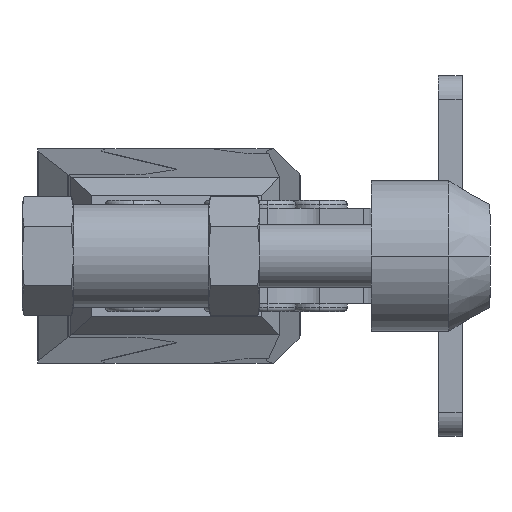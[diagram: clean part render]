
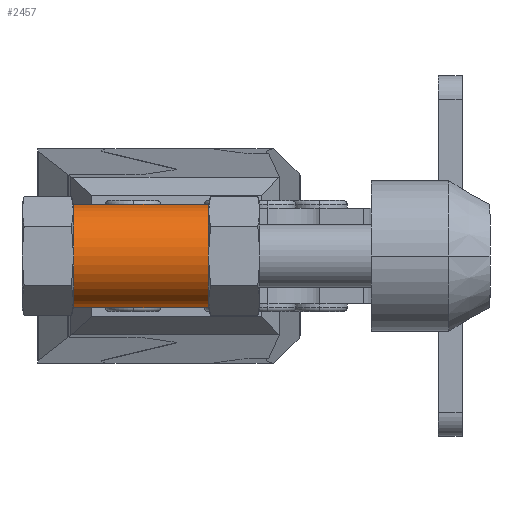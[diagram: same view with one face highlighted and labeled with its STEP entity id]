
A CAD part, left-side view. The second image highlights one B-rep face of the part: STEP entity #2457.
In plain terms, the highlighted cylindrical face has radius 6.5 mm (diameter 13 mm), a partial arc.
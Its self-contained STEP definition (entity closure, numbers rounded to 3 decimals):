
#386 = VERTEX_POINT ( 'NONE', #9809 ) ;
#435 = DIRECTION ( 'NONE',  ( 0., 1., 0. ) ) ;
#575 = DIRECTION ( 'NONE',  ( 0., 0., -1. ) ) ;
#629 = VERTEX_POINT ( 'NONE', #813 ) ;
#658 = DIRECTION ( 'NONE',  ( 0., -1., 0. ) ) ;
#683 = ORIENTED_EDGE ( 'NONE', *, *, #6097, .F. ) ;
#773 = VERTEX_POINT ( 'NONE', #2329 ) ;
#775 = CIRCLE ( 'NONE', #1779, 6.5 ) ;
#809 = CIRCLE ( 'NONE', #2137, 6.5 ) ;
#813 = CARTESIAN_POINT ( 'NONE',  ( 0., 8.5, -6.5 ) ) ;
#893 = DIRECTION ( 'NONE',  ( 0., -1., 0. ) ) ;
#922 = CARTESIAN_POINT ( 'NONE',  ( 0., 8.5, 0. ) ) ;
#1143 = AXIS2_PLACEMENT_3D ( 'NONE', #6549, #4230, #5114 ) ;
#1221 = VERTEX_POINT ( 'NONE', #9073 ) ;
#1286 = DIRECTION ( 'NONE',  ( 0., 0., -1. ) ) ;
#1329 = EDGE_CURVE ( 'NONE', #4478, #2683, #5877, .T. ) ;
#1394 = DIRECTION ( 'NONE',  ( 0., -1., 0. ) ) ;
#1512 = EDGE_CURVE ( 'NONE', #386, #4459, #4294, .T. ) ;
#1779 = AXIS2_PLACEMENT_3D ( 'NONE', #922, #3452, #5715 ) ;
#2019 = VECTOR ( 'NONE', #435, 1000. ) ;
#2037 = LINE ( 'NONE', #2089, #2019 ) ;
#2089 = CARTESIAN_POINT ( 'NONE',  ( 0., -15., -6.5 ) ) ;
#2137 = AXIS2_PLACEMENT_3D ( 'NONE', #9619, #893, #6506 ) ;
#2286 = CARTESIAN_POINT ( 'NONE',  ( 0., 8.5, 0. ) ) ;
#2329 = CARTESIAN_POINT ( 'NONE',  ( -3.25, -8.5, 5.629 ) ) ;
#2457 = ADVANCED_FACE ( 'NONE', ( #6843 ), #4546, .T. ) ;
#2683 = VERTEX_POINT ( 'NONE', #5820 ) ;
#2743 = AXIS2_PLACEMENT_3D ( 'NONE', #3603, #9114, #6869 ) ;
#2772 = CARTESIAN_POINT ( 'NONE',  ( 0., 8.5, 6.5 ) ) ;
#3057 = ORIENTED_EDGE ( 'NONE', *, *, #6308, .T. ) ;
#3064 = VECTOR ( 'NONE', #7183, 1000. ) ;
#3391 = CARTESIAN_POINT ( 'NONE',  ( -3.25, 8.5, 5.629 ) ) ;
#3452 = DIRECTION ( 'NONE',  ( 0., -1., 0. ) ) ;
#3539 = CARTESIAN_POINT ( 'NONE',  ( 0., -15., 6.5 ) ) ;
#3603 = CARTESIAN_POINT ( 'NONE',  ( 0., -8.5, 0. ) ) ;
#3808 = CARTESIAN_POINT ( 'NONE',  ( 0., 8.5, 0. ) ) ;
#4216 = AXIS2_PLACEMENT_3D ( 'NONE', #8417, #1394, #4734 ) ;
#4230 = DIRECTION ( 'NONE',  ( 0., -1., 0. ) ) ;
#4294 = LINE ( 'NONE', #3539, #3064 ) ;
#4383 = CIRCLE ( 'NONE', #2743, 6.5 ) ;
#4456 = CIRCLE ( 'NONE', #6749, 6.5 ) ;
#4459 = VERTEX_POINT ( 'NONE', #2772 ) ;
#4478 = VERTEX_POINT ( 'NONE', #8094 ) ;
#4546 = CYLINDRICAL_SURFACE ( 'NONE', #5868, 6.5 ) ;
#4613 = AXIS2_PLACEMENT_3D ( 'NONE', #2286, #5380, #6190 ) ;
#4734 = DIRECTION ( 'NONE',  ( 0., 0., -1. ) ) ;
#4768 = EDGE_CURVE ( 'NONE', #7813, #4478, #4456, .T. ) ;
#4795 = CIRCLE ( 'NONE', #8057, 6.5 ) ;
#5075 = EDGE_LOOP ( 'NONE', ( #7920, #6796, #6141, #9974, #6119, #3057, #8356, #683, #9952, #7886 ) ) ;
#5099 = DIRECTION ( 'NONE',  ( 0., 0., -1. ) ) ;
#5114 = DIRECTION ( 'NONE',  ( 0., 0., -1. ) ) ;
#5380 = DIRECTION ( 'NONE',  ( 0., -1., 0. ) ) ;
#5715 = DIRECTION ( 'NONE',  ( 0., 0., -1. ) ) ;
#5820 = CARTESIAN_POINT ( 'NONE',  ( -3.25, 8.5, -5.629 ) ) ;
#5868 = AXIS2_PLACEMENT_3D ( 'NONE', #10011, #7607, #575 ) ;
#5877 = CIRCLE ( 'NONE', #4216, 6.5 ) ;
#6097 = EDGE_CURVE ( 'NONE', #1221, #9216, #809, .T. ) ;
#6119 = ORIENTED_EDGE ( 'NONE', *, *, #1329, .T. ) ;
#6141 = ORIENTED_EDGE ( 'NONE', *, *, #8915, .T. ) ;
#6190 = DIRECTION ( 'NONE',  ( 0., 0., -1. ) ) ;
#6308 = EDGE_CURVE ( 'NONE', #2683, #629, #775, .T. ) ;
#6506 = DIRECTION ( 'NONE',  ( 0., 0., -1. ) ) ;
#6549 = CARTESIAN_POINT ( 'NONE',  ( 0., -8.5, 0. ) ) ;
#6749 = AXIS2_PLACEMENT_3D ( 'NONE', #3808, #658, #1286 ) ;
#6796 = ORIENTED_EDGE ( 'NONE', *, *, #1512, .T. ) ;
#6843 = FACE_OUTER_BOUND ( 'NONE', #5075, .T. ) ;
#6869 = DIRECTION ( 'NONE',  ( 0., 0., -1. ) ) ;
#6914 = CARTESIAN_POINT ( 'NONE',  ( -6.5, -8.5, 0. ) ) ;
#7183 = DIRECTION ( 'NONE',  ( 0., 1., 0. ) ) ;
#7219 = CIRCLE ( 'NONE', #4613, 6.5 ) ;
#7607 = DIRECTION ( 'NONE',  ( 0., 1., 0. ) ) ;
#7668 = EDGE_CURVE ( 'NONE', #8266, #1221, #4795, .T. ) ;
#7686 = CARTESIAN_POINT ( 'NONE',  ( 0., -8.5, -6.5 ) ) ;
#7813 = VERTEX_POINT ( 'NONE', #3391 ) ;
#7886 = ORIENTED_EDGE ( 'NONE', *, *, #9132, .F. ) ;
#7920 = ORIENTED_EDGE ( 'NONE', *, *, #8831, .F. ) ;
#8057 = AXIS2_PLACEMENT_3D ( 'NONE', #9178, #9017, #5099 ) ;
#8094 = CARTESIAN_POINT ( 'NONE',  ( -6.5, 8.5, 0. ) ) ;
#8266 = VERTEX_POINT ( 'NONE', #6914 ) ;
#8356 = ORIENTED_EDGE ( 'NONE', *, *, #8463, .F. ) ;
#8417 = CARTESIAN_POINT ( 'NONE',  ( 0., 8.5, 0. ) ) ;
#8463 = EDGE_CURVE ( 'NONE', #9216, #629, #2037, .T. ) ;
#8831 = EDGE_CURVE ( 'NONE', #386, #773, #9665, .T. ) ;
#8915 = EDGE_CURVE ( 'NONE', #4459, #7813, #7219, .T. ) ;
#9017 = DIRECTION ( 'NONE',  ( 0., -1., 0. ) ) ;
#9073 = CARTESIAN_POINT ( 'NONE',  ( -3.25, -8.5, -5.629 ) ) ;
#9114 = DIRECTION ( 'NONE',  ( 0., -1., 0. ) ) ;
#9132 = EDGE_CURVE ( 'NONE', #773, #8266, #4383, .T. ) ;
#9178 = CARTESIAN_POINT ( 'NONE',  ( 0., -8.5, 0. ) ) ;
#9216 = VERTEX_POINT ( 'NONE', #7686 ) ;
#9619 = CARTESIAN_POINT ( 'NONE',  ( 0., -8.5, 0. ) ) ;
#9665 = CIRCLE ( 'NONE', #1143, 6.5 ) ;
#9809 = CARTESIAN_POINT ( 'NONE',  ( 0., -8.5, 6.5 ) ) ;
#9952 = ORIENTED_EDGE ( 'NONE', *, *, #7668, .F. ) ;
#9974 = ORIENTED_EDGE ( 'NONE', *, *, #4768, .T. ) ;
#10011 = CARTESIAN_POINT ( 'NONE',  ( 0., -15., 0. ) ) ;
